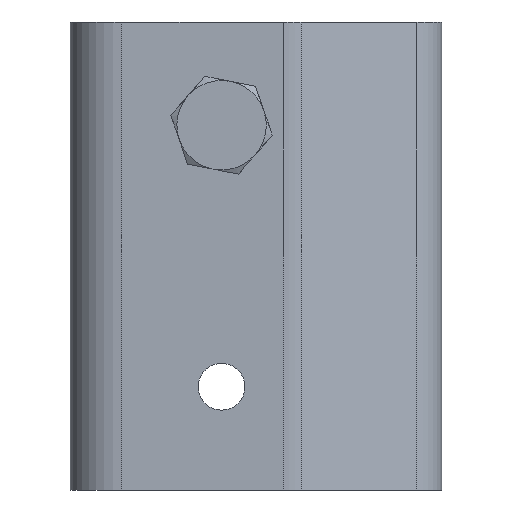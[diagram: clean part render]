
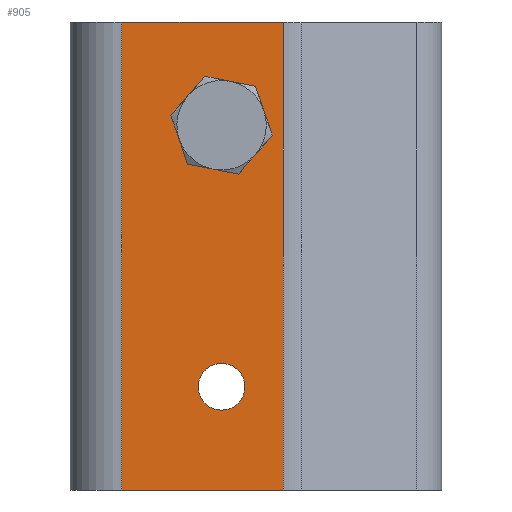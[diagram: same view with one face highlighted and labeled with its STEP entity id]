
A CAD part, left-side view. The second image highlights one B-rep face of the part: STEP entity #905.
In plain terms, the highlighted planar face has unit normal (-1, 0, 0).
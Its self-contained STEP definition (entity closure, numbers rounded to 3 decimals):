
#44 = CIRCLE ( 'NONE', #230, 3.4 ) ;
#47 = ORIENTED_EDGE ( 'NONE', *, *, #556, .T. ) ;
#54 = CARTESIAN_POINT ( 'NONE',  ( -30.004, 83.995, 113.62 ) ) ;
#59 = VERTEX_POINT ( 'NONE', #1218 ) ;
#78 = CARTESIAN_POINT ( 'NONE',  ( -30.004, 64.495, 45.62 ) ) ;
#104 = DIRECTION ( 'NONE',  ( -1., 0., 0. ) ) ;
#140 = EDGE_CURVE ( 'NONE', #2138, #1270, #245, .T. ) ;
#143 = VERTEX_POINT ( 'NONE', #54 ) ;
#230 = AXIS2_PLACEMENT_3D ( 'NONE', #491, #1785, #677 ) ;
#245 = LINE ( 'NONE', #1155, #2148 ) ;
#254 = CIRCLE ( 'NONE', #2320, 3.4 ) ;
#277 = ORIENTED_EDGE ( 'NONE', *, *, #350, .T. ) ;
#307 = VERTEX_POINT ( 'NONE', #1101 ) ;
#344 = VECTOR ( 'NONE', #1502, 1000. ) ;
#346 = CIRCLE ( 'NONE', #1631, 3.4 ) ;
#350 = EDGE_CURVE ( 'NONE', #143, #979, #768, .T. ) ;
#415 = EDGE_LOOP ( 'NONE', ( #47, #2319, #1528, #277 ) ) ;
#428 = AXIS2_PLACEMENT_3D ( 'NONE', #865, #2141, #1033 ) ;
#439 = DIRECTION ( 'NONE',  ( -1., 0., 0. ) ) ;
#465 = PLANE ( 'NONE',  #926 ) ;
#491 = CARTESIAN_POINT ( 'NONE',  ( -30.004, 69.495, 98.62 ) ) ;
#518 = CARTESIAN_POINT ( 'NONE',  ( -30.004, 60.518, 45.62 ) ) ;
#556 = EDGE_CURVE ( 'NONE', #979, #2138, #1088, .T. ) ;
#600 = EDGE_CURVE ( 'NONE', #307, #59, #44, .T. ) ;
#607 = CARTESIAN_POINT ( 'NONE',  ( -30.004, 64.495, 113.62 ) ) ;
#655 = DIRECTION ( 'NONE',  ( 1., 0., 0. ) ) ;
#676 = EDGE_LOOP ( 'NONE', ( #958, #733 ) ) ;
#677 = DIRECTION ( 'NONE',  ( 0., -1., 0. ) ) ;
#733 = ORIENTED_EDGE ( 'NONE', *, *, #1491, .F. ) ;
#768 = LINE ( 'NONE', #1125, #344 ) ;
#865 = CARTESIAN_POINT ( 'NONE',  ( -30.004, 69.495, 60.62 ) ) ;
#869 = VERTEX_POINT ( 'NONE', #1736 ) ;
#905 = ADVANCED_FACE ( 'NONE', ( #1436, #1374, #1817 ), #465, .F. ) ;
#926 = AXIS2_PLACEMENT_3D ( 'NONE', #1003, #655, #1932 ) ;
#939 = CARTESIAN_POINT ( 'NONE',  ( -30.004, 66.095, 60.62 ) ) ;
#958 = ORIENTED_EDGE ( 'NONE', *, *, #600, .F. ) ;
#972 = CARTESIAN_POINT ( 'NONE',  ( -30.004, 83.995, 45.62 ) ) ;
#979 = VERTEX_POINT ( 'NONE', #972 ) ;
#1003 = CARTESIAN_POINT ( 'NONE',  ( -30.004, 64.495, 113.62 ) ) ;
#1033 = DIRECTION ( 'NONE',  ( 0., -1., 0. ) ) ;
#1088 = LINE ( 'NONE', #78, #2014 ) ;
#1101 = CARTESIAN_POINT ( 'NONE',  ( -30.004, 66.095, 98.62 ) ) ;
#1109 = CIRCLE ( 'NONE', #428, 3.4 ) ;
#1125 = CARTESIAN_POINT ( 'NONE',  ( -30.004, 83.995, 113.62 ) ) ;
#1155 = CARTESIAN_POINT ( 'NONE',  ( -30.004, 60.518, 113.62 ) ) ;
#1203 = CARTESIAN_POINT ( 'NONE',  ( -30.004, 69.495, 60.62 ) ) ;
#1218 = CARTESIAN_POINT ( 'NONE',  ( -30.004, 72.895, 98.62 ) ) ;
#1270 = VERTEX_POINT ( 'NONE', #1985 ) ;
#1369 = DIRECTION ( 'NONE',  ( 0., -1., 0. ) ) ;
#1374 = FACE_BOUND ( 'NONE', #1642, .T. ) ;
#1389 = VERTEX_POINT ( 'NONE', #939 ) ;
#1393 = DIRECTION ( 'NONE',  ( 0., -1., 0. ) ) ;
#1436 = FACE_BOUND ( 'NONE', #676, .T. ) ;
#1486 = EDGE_CURVE ( 'NONE', #143, #1270, #1636, .T. ) ;
#1491 = EDGE_CURVE ( 'NONE', #59, #307, #346, .T. ) ;
#1502 = DIRECTION ( 'NONE',  ( 0., 0., -1. ) ) ;
#1510 = ORIENTED_EDGE ( 'NONE', *, *, #1893, .F. ) ;
#1527 = CARTESIAN_POINT ( 'NONE',  ( -30.004, 69.495, 98.62 ) ) ;
#1528 = ORIENTED_EDGE ( 'NONE', *, *, #1486, .F. ) ;
#1631 = AXIS2_PLACEMENT_3D ( 'NONE', #1527, #439, #1722 ) ;
#1636 = LINE ( 'NONE', #607, #2057 ) ;
#1642 = EDGE_LOOP ( 'NONE', ( #2350, #1510 ) ) ;
#1722 = DIRECTION ( 'NONE',  ( 0., -1., 0. ) ) ;
#1736 = CARTESIAN_POINT ( 'NONE',  ( -30.004, 72.895, 60.62 ) ) ;
#1785 = DIRECTION ( 'NONE',  ( -1., 0., 0. ) ) ;
#1817 = FACE_OUTER_BOUND ( 'NONE', #415, .T. ) ;
#1839 = EDGE_CURVE ( 'NONE', #1389, #869, #254, .T. ) ;
#1893 = EDGE_CURVE ( 'NONE', #869, #1389, #1109, .T. ) ;
#1932 = DIRECTION ( 'NONE',  ( 0., 1., 0. ) ) ;
#1985 = CARTESIAN_POINT ( 'NONE',  ( -30.004, 60.518, 113.62 ) ) ;
#2014 = VECTOR ( 'NONE', #1369, 1000. ) ;
#2057 = VECTOR ( 'NONE', #2271, 1000. ) ;
#2138 = VERTEX_POINT ( 'NONE', #518 ) ;
#2141 = DIRECTION ( 'NONE',  ( -1., 0., 0. ) ) ;
#2148 = VECTOR ( 'NONE', #2214, 1000. ) ;
#2214 = DIRECTION ( 'NONE',  ( 0., 0., 1. ) ) ;
#2271 = DIRECTION ( 'NONE',  ( 0., -1., 0. ) ) ;
#2319 = ORIENTED_EDGE ( 'NONE', *, *, #140, .T. ) ;
#2320 = AXIS2_PLACEMENT_3D ( 'NONE', #1203, #104, #1393 ) ;
#2350 = ORIENTED_EDGE ( 'NONE', *, *, #1839, .F. ) ;
